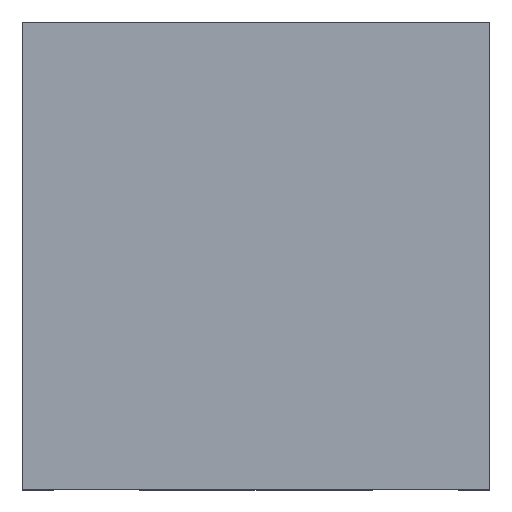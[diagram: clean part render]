
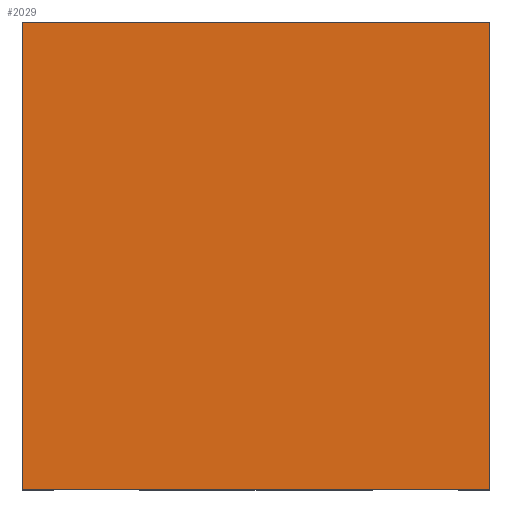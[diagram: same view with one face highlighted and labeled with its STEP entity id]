
A CAD part, top view. The second image highlights one B-rep face of the part: STEP entity #2029.
In plain terms, the highlighted planar face has unit normal (0, 0, 1).
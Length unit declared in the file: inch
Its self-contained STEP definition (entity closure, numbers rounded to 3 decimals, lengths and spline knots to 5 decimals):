
#115 = EDGE_CURVE ( 'NONE', #143, #1539, #968, .T. ) ;
#143 = VERTEX_POINT ( 'NONE', #1046 ) ;
#186 = FACE_OUTER_BOUND ( 'NONE', #1965, .T. ) ;
#227 = CARTESIAN_POINT ( 'NONE',  ( -0.05787, -0.05787, 0.03583 ) ) ;
#329 = ORIENTED_EDGE ( 'NONE', *, *, #2412, .T. ) ;
#373 = VECTOR ( 'NONE', #2143, 39.37008 ) ;
#413 = VERTEX_POINT ( 'NONE', #227 ) ;
#469 = ORIENTED_EDGE ( 'NONE', *, *, #1514, .T. ) ;
#471 = DIRECTION ( 'NONE',  ( 0., -1., 0. ) ) ;
#500 = LINE ( 'NONE', #2370, #373 ) ;
#716 = DIRECTION ( 'NONE',  ( -1., 0., 0. ) ) ;
#854 = VECTOR ( 'NONE', #1252, 39.37008 ) ;
#889 = LINE ( 'NONE', #1470, #1400 ) ;
#968 = LINE ( 'NONE', #1806, #854 ) ;
#1038 = VERTEX_POINT ( 'NONE', #2219 ) ;
#1046 = CARTESIAN_POINT ( 'NONE',  ( 0.05787, -0.05787, 0.03583 ) ) ;
#1169 = DIRECTION ( 'NONE',  ( 0., 0., 1. ) ) ;
#1252 = DIRECTION ( 'NONE',  ( 0., 1., 0. ) ) ;
#1394 = LINE ( 'NONE', #1561, #2300 ) ;
#1400 = VECTOR ( 'NONE', #471, 39.37008 ) ;
#1414 = ORIENTED_EDGE ( 'NONE', *, *, #115, .T. ) ;
#1470 = CARTESIAN_POINT ( 'NONE',  ( -0.05787, 0., 0.03583 ) ) ;
#1498 = CARTESIAN_POINT ( 'NONE',  ( 0.05787, 0.05787, 0.03583 ) ) ;
#1514 = EDGE_CURVE ( 'NONE', #1038, #413, #889, .T. ) ;
#1539 = VERTEX_POINT ( 'NONE', #1498 ) ;
#1561 = CARTESIAN_POINT ( 'NONE',  ( 0., 0.05787, 0.03583 ) ) ;
#1732 = PLANE ( 'NONE',  #2167 ) ;
#1806 = CARTESIAN_POINT ( 'NONE',  ( 0.05787, 0., 0.03583 ) ) ;
#1949 = ORIENTED_EDGE ( 'NONE', *, *, #2177, .T. ) ;
#1965 = EDGE_LOOP ( 'NONE', ( #1414, #1949, #469, #329 ) ) ;
#2016 = DIRECTION ( 'NONE',  ( 1., 0., 0. ) ) ;
#2029 = ADVANCED_FACE ( 'NONE', ( #186 ), #1732, .T. ) ;
#2143 = DIRECTION ( 'NONE',  ( 1., 0., 0. ) ) ;
#2154 = CARTESIAN_POINT ( 'NONE',  ( 0., 0., 0.03583 ) ) ;
#2167 = AXIS2_PLACEMENT_3D ( 'NONE', #2154, #1169, #2016 ) ;
#2177 = EDGE_CURVE ( 'NONE', #1539, #1038, #1394, .T. ) ;
#2219 = CARTESIAN_POINT ( 'NONE',  ( -0.05787, 0.05787, 0.03583 ) ) ;
#2300 = VECTOR ( 'NONE', #716, 39.37008 ) ;
#2370 = CARTESIAN_POINT ( 'NONE',  ( 0., -0.05787, 0.03583 ) ) ;
#2412 = EDGE_CURVE ( 'NONE', #413, #143, #500, .T. ) ;
